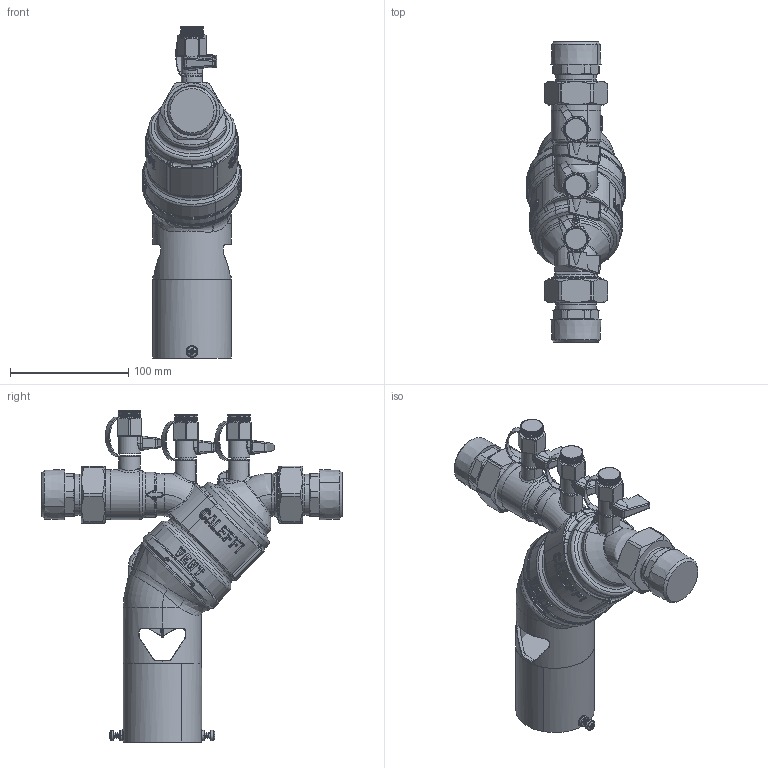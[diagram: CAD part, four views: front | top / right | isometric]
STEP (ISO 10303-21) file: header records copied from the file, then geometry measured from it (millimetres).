
FILE_DESCRIPTION(('CATIA V5 STEP Exchange'),'2;1');
FILE_NAME('STEP_580070_-_TST.stp','2018-02-05T08:41:17+00:00',('none'),('none'),'CATIA Version 5-6 Release 2016 SP4','CATIA V5 STEP AP203','none');
FILE_SCHEMA(('CONFIG_CONTROL_DESIGN'));
Products named in the file (1): _5800700001_sw0001
Bounding box: 83.98 x 253.5 x 280.3 mm (x, y, z)
Surface area: 155838.2 mm2 (no closed solid volume)
Topology: 0 solids, 91 shells, 2648 faces, 8049 edges, 5109 vertices
Faces by surface type: cylinder 811, plane 762, bspline 593, torus 287, cone 117, sphere 78
Entity records: 117608 total; most frequent: CARTESIAN_POINT 59218, ORIENTED_EDGE 13248, DIRECTION 8784, EDGE_CURVE 7889, VERTEX_POINT 5109, AXIS2_PLACEMENT_3D 4001, VECTOR 2728, LINE 2728
